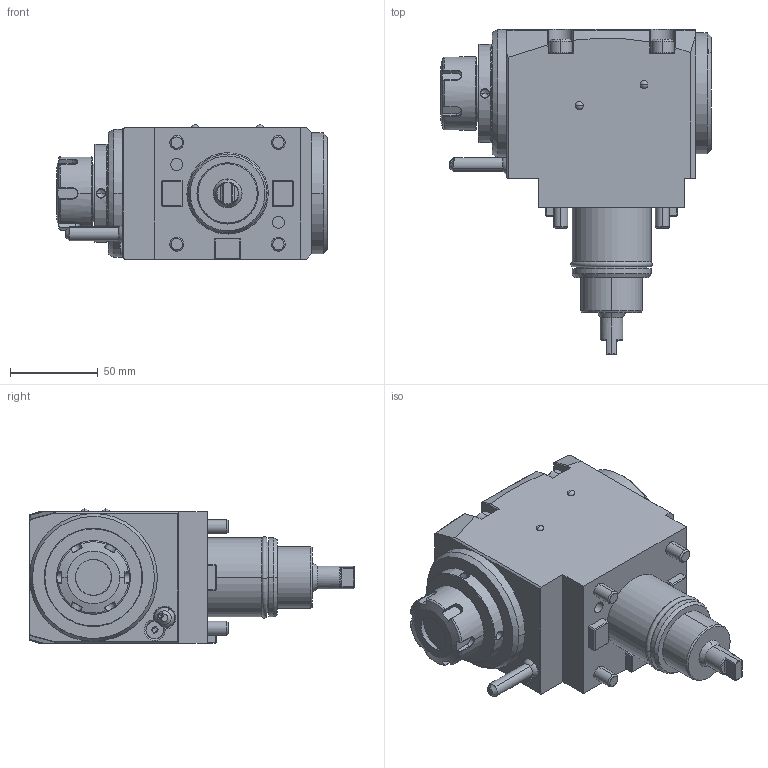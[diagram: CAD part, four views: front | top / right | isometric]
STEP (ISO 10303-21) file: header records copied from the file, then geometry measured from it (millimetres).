
FILE_DESCRIPTION((''),'2;1');
FILE_NAME('NGT2_45_201_25_1_3_65_DO','2023-05-15T',('vali'),('NOVA GRUP'),'PRO/ENGINEER BY PARAMETRIC TECHNOLOGY CORPORATION, 2010280','PRO/ENGINEER BY PARAMETRIC TECHNOLOGY CORPORATION, 2010280','');
FILE_SCHEMA(('CONFIG_CONTROL_DESIGN'));
Length unit declared in the file: millimetre
Products named in the file (1): NGT2_45_201_25_1_3_65_DO
Bounding box: 154.6 x 185.5 x 76.6 mm (x, y, z)
Volume: 982590 mm3; surface area: 79984.8 mm2
Topology: 2 solids, 2 shells, 486 faces, 1187 edges, 724 vertices
Faces by surface type: plane 231, cylinder 111, cone 59, bspline 46, torus 22, extrusion 11, sphere 6
Entity records: 18502 total; most frequent: CARTESIAN_POINT 7629, ORIENTED_EDGE 2350, DIRECTION 2024, EDGE_CURVE 1175, VERTEX_POINT 724, VECTOR 680, AXIS2_PLACEMENT_3D 672, LINE 669
